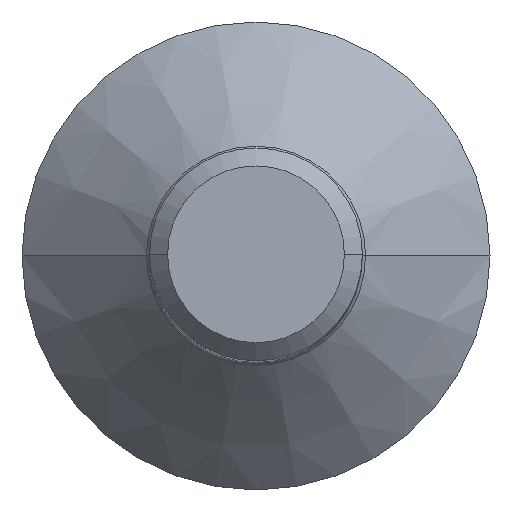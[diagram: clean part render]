
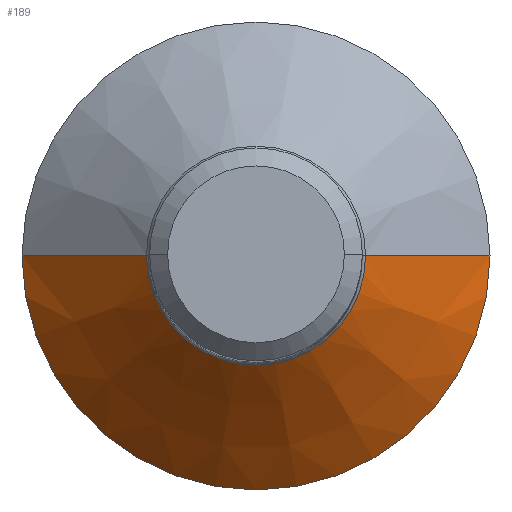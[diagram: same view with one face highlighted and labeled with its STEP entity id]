
A CAD part, top view. The second image highlights one B-rep face of the part: STEP entity #189.
In plain terms, the highlighted conical face has half-angle 45 degrees and reference radius 8.794 mm.
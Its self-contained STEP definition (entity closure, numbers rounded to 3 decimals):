
#27 = VERTEX_POINT ( 'NONE', #505 ) ;
#66 = VECTOR ( 'NONE', #742, 1000. ) ;
#69 = DIRECTION ( 'NONE',  ( 0., 0., -1. ) ) ;
#81 = DIRECTION ( 'NONE',  ( 0.707, 0., -0.707 ) ) ;
#108 = CARTESIAN_POINT ( 'NONE',  ( 0., 0., 4.677 ) ) ;
#135 = CARTESIAN_POINT ( 'NONE',  ( -4.117, 0., 4.677 ) ) ;
#158 = DIRECTION ( 'NONE',  ( -1., 0., 0. ) ) ;
#172 = EDGE_LOOP ( 'NONE', ( #220, #732, #213, #204 ) ) ;
#189 = ADVANCED_FACE ( 'NONE', ( #688 ), #840, .T. ) ;
#204 = ORIENTED_EDGE ( 'NONE', *, *, #469, .T. ) ;
#213 = ORIENTED_EDGE ( 'NONE', *, *, #516, .T. ) ;
#220 = ORIENTED_EDGE ( 'NONE', *, *, #318, .F. ) ;
#227 = AXIS2_PLACEMENT_3D ( 'NONE', #108, #699, #366 ) ;
#233 = VERTEX_POINT ( 'NONE', #135 ) ;
#273 = DIRECTION ( 'NONE',  ( 0., 0., 1. ) ) ;
#306 = VECTOR ( 'NONE', #81, 1000. ) ;
#318 = EDGE_CURVE ( 'NONE', #799, #27, #480, .T. ) ;
#351 = CIRCLE ( 'NONE', #857, 8.794 ) ;
#366 = DIRECTION ( 'NONE',  ( 1., 0., 0. ) ) ;
#382 = VERTEX_POINT ( 'NONE', #622 ) ;
#401 = CARTESIAN_POINT ( 'NONE',  ( 0., 0., 0. ) ) ;
#407 = DIRECTION ( 'NONE',  ( -1., 0., 0. ) ) ;
#469 = EDGE_CURVE ( 'NONE', #382, #27, #351, .T. ) ;
#473 = CARTESIAN_POINT ( 'NONE',  ( 8.794, 0., 0. ) ) ;
#480 = LINE ( 'NONE', #473, #306 ) ;
#483 = AXIS2_PLACEMENT_3D ( 'NONE', #860, #69, #407 ) ;
#505 = CARTESIAN_POINT ( 'NONE',  ( 8.794, 0., 0. ) ) ;
#516 = EDGE_CURVE ( 'NONE', #233, #382, #778, .T. ) ;
#528 = CARTESIAN_POINT ( 'NONE',  ( -8.794, 0., 0. ) ) ;
#579 = EDGE_CURVE ( 'NONE', #799, #233, #837, .T. ) ;
#622 = CARTESIAN_POINT ( 'NONE',  ( -8.794, 0., 0. ) ) ;
#688 = FACE_OUTER_BOUND ( 'NONE', #172, .T. ) ;
#699 = DIRECTION ( 'NONE',  ( 0., 0., -1. ) ) ;
#732 = ORIENTED_EDGE ( 'NONE', *, *, #579, .T. ) ;
#742 = DIRECTION ( 'NONE',  ( -0.707, 0., -0.707 ) ) ;
#774 = CARTESIAN_POINT ( 'NONE',  ( 4.117, 0., 4.677 ) ) ;
#778 = LINE ( 'NONE', #528, #66 ) ;
#799 = VERTEX_POINT ( 'NONE', #774 ) ;
#837 = CIRCLE ( 'NONE', #227, 4.117 ) ;
#840 = CONICAL_SURFACE ( 'NONE', #483, 8.794, 0.785 ) ;
#857 = AXIS2_PLACEMENT_3D ( 'NONE', #401, #273, #158 ) ;
#860 = CARTESIAN_POINT ( 'NONE',  ( 0., 0., 0. ) ) ;
